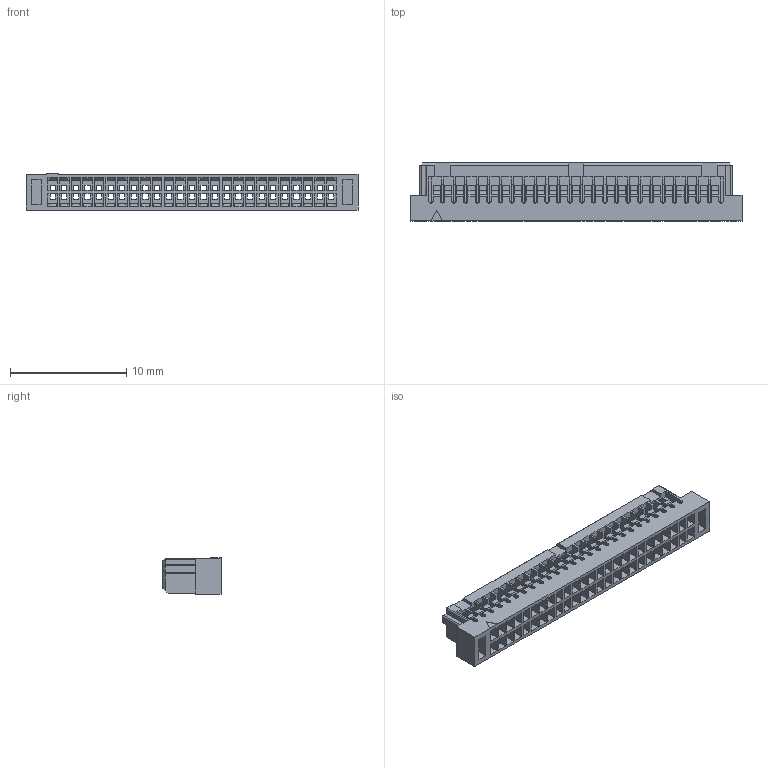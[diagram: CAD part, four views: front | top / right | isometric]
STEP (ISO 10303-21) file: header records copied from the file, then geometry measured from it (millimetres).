
FILE_DESCRIPTION((''),'2;1');
FILE_NAME('ASM0001_ASM','2011-07-26T',('12236126'),(''),'PRO/ENGINEER BY PARAMETRIC TECHNOLOGY CORPORATION, 2009360','PRO/ENGINEER BY PARAMETRIC TECHNOLOGY CORPORATION, 2009360','');
FILE_SCHEMA(('CONFIG_CONTROL_DESIGN'));
Length unit declared in the file: millimetre
Products named in the file (1): ASM0001_ASM
Bounding box: 28.6 x 5 x 3.12 mm (x, y, z)
Volume: 175.9 mm3; surface area: 1336.6 mm2
Topology: 1 solids, 1 shells, 1877 faces, 5225 edges, 3256 vertices
Faces by surface type: plane 1611, cone 152, cylinder 114
Entity records: 59247 total; most frequent: CARTESIAN_POINT 11232, ORIENTED_EDGE 10450, DIRECTION 9193, EDGE_CURVE 5225, VECTOR 4607, LINE 4607, VERTEX_POINT 3256, AXIS2_PLACEMENT_3D 2293
